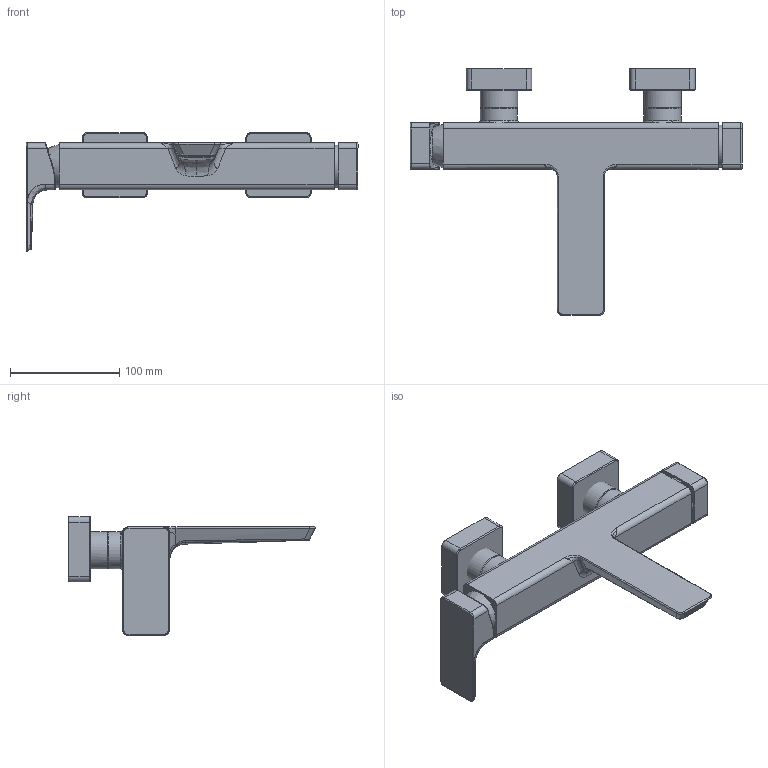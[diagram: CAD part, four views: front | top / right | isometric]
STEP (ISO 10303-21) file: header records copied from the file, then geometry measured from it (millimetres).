
FILE_DESCRIPTION(/* description */ (''),/* implementation_level */ '2;1');
FILE_NAME(/* name */ '3D_TVT112002000_Subway 3.step',/* time_stamp */ '2023-01-17T16:49:18+01:00',/* author */ (''),/* organization */ (''),/* preprocessor_version */ 'ST-DEVELOPER v19.2',/* originating_system */ 'Autodesk Translation Framework v11.17.0.187',/* authorisation */ '');
FILE_SCHEMA (('AUTOMOTIVE_DESIGN { 1 0 10303 214 3 1 1 }'));
Length unit declared in the file: millimetre
Products named in the file (10): (Nicht gespeichert); 6508_; 3923; COPRIGHIERA-DEVIATORE-SUBWAY_1; MANIGLIA-DEV-VASCA-SUBWAY_1; CALOTTA-C1-TH; Komponente6; Komponente7; Komponente8; Auslauf8_reduziert
Assembly tree (10 placements, depth 2):
  (Nicht gespeichert)
    6508_
    3923
    COPRIGHIERA-DEVIATORE-SUBWAY_1
    MANIGLIA-DEV-VASCA-SUBWAY_1
    CALOTTA-C1-TH  x2
    Komponente6
    Komponente7
    Komponente8
    Auslauf8_reduziert
Bounding box: 304.55 x 226.38 x 109.05 mm (x, y, z)
Volume: 804656.4 mm3; surface area: 126407.4 mm2
Topology: 10 solids, 10 shells, 342 faces, 791 edges, 474 vertices
Faces by surface type: plane 101, cylinder 96, bspline 83, torus 37, cone 21, sphere 4
Full cylindrical faces by diameter (mm): 4.2 x1, 22 x1, 22.5 x1, 24 x1, 24.2 x1, 24.5 x1, 32 x1, 32.7 x2, 34 x2, 34.2 x2, 34.7 x1, 38.5 x1, 39.5 x1
Entity records: 23963 total; most frequent: CARTESIAN_POINT 16550, ORIENTED_EDGE 1520, DIRECTION 1429, EDGE_CURVE 760, AXIS2_PLACEMENT_3D 560, VERTEX_POINT 457, EDGE_LOOP 347, FACE_OUTER_BOUND 331
